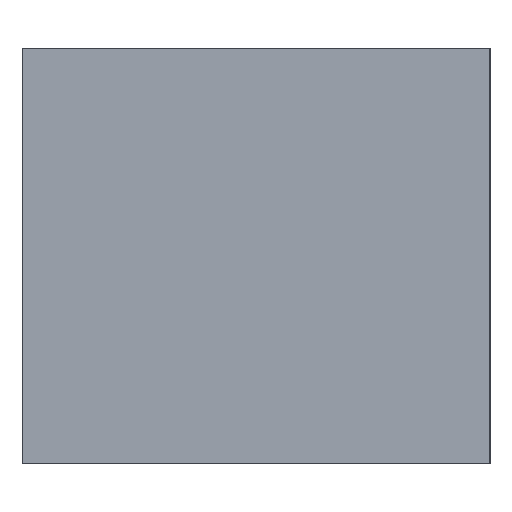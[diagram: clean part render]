
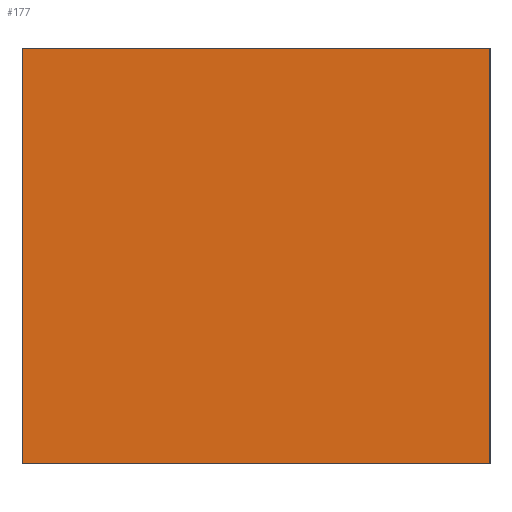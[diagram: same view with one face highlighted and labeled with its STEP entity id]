
A CAD part, left-side view. The second image highlights one B-rep face of the part: STEP entity #177.
In plain terms, the highlighted planar face has unit normal (-1, 0, 0).
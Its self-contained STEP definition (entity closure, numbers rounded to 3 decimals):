
#55 = CARTESIAN_POINT ( 'NONE',  ( -0.8, 0.4, 0.711 ) ) ;
#61 = LINE ( 'NONE', #178, #387 ) ;
#71 = LINE ( 'NONE', #233, #499 ) ;
#80 = CARTESIAN_POINT ( 'NONE',  ( -0.8, -0.4, 0. ) ) ;
#82 = VERTEX_POINT ( 'NONE', #418 ) ;
#90 = EDGE_CURVE ( 'NONE', #192, #321, #61, .T. ) ;
#91 = LINE ( 'NONE', #55, #382 ) ;
#94 = VECTOR ( 'NONE', #176, 1000. ) ;
#99 = CARTESIAN_POINT ( 'NONE',  ( -0.8, 0.4, 0.711 ) ) ;
#115 = ORIENTED_EDGE ( 'NONE', *, *, #90, .T. ) ;
#119 = EDGE_CURVE ( 'NONE', #192, #324, #71, .T. ) ;
#122 = DIRECTION ( 'NONE',  ( 0., 0., 1. ) ) ;
#136 = ORIENTED_EDGE ( 'NONE', *, *, #333, .T. ) ;
#176 = DIRECTION ( 'NONE',  ( 0., 0., -1. ) ) ;
#177 = ADVANCED_FACE ( 'NONE', ( #289 ), #447, .T. ) ;
#178 = CARTESIAN_POINT ( 'NONE',  ( -0.8, -0.4, 0. ) ) ;
#192 = VERTEX_POINT ( 'NONE', #80 ) ;
#213 = LINE ( 'NONE', #99, #94 ) ;
#233 = CARTESIAN_POINT ( 'NONE',  ( -0.8, -0.4, 0. ) ) ;
#239 = EDGE_CURVE ( 'NONE', #82, #321, #91, .T. ) ;
#241 = DIRECTION ( 'NONE',  ( -1., 0., 0. ) ) ;
#251 = CARTESIAN_POINT ( 'NONE',  ( -0.8, 0.4, 0. ) ) ;
#262 = DIRECTION ( 'NONE',  ( 0., 0., 1. ) ) ;
#269 = ORIENTED_EDGE ( 'NONE', *, *, #119, .F. ) ;
#278 = DIRECTION ( 'NONE',  ( 0., 1., 0. ) ) ;
#289 = FACE_OUTER_BOUND ( 'NONE', #493, .T. ) ;
#321 = VERTEX_POINT ( 'NONE', #381 ) ;
#324 = VERTEX_POINT ( 'NONE', #251 ) ;
#333 = EDGE_CURVE ( 'NONE', #82, #324, #213, .T. ) ;
#370 = AXIS2_PLACEMENT_3D ( 'NONE', #532, #241, #122 ) ;
#381 = CARTESIAN_POINT ( 'NONE',  ( -0.8, -0.4, 0.711 ) ) ;
#382 = VECTOR ( 'NONE', #487, 1000. ) ;
#387 = VECTOR ( 'NONE', #262, 1000. ) ;
#418 = CARTESIAN_POINT ( 'NONE',  ( -0.8, 0.4, 0.711 ) ) ;
#447 = PLANE ( 'NONE',  #370 ) ;
#487 = DIRECTION ( 'NONE',  ( 0., -1., 0. ) ) ;
#493 = EDGE_LOOP ( 'NONE', ( #269, #115, #514, #136 ) ) ;
#499 = VECTOR ( 'NONE', #278, 1000. ) ;
#514 = ORIENTED_EDGE ( 'NONE', *, *, #239, .F. ) ;
#532 = CARTESIAN_POINT ( 'NONE',  ( -0.8, 0.4, 0. ) ) ;
